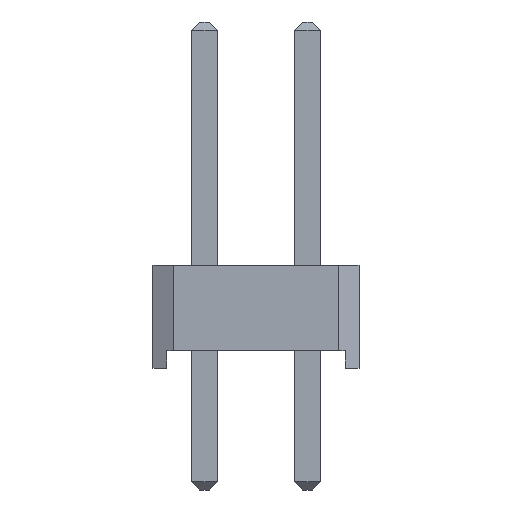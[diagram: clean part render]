
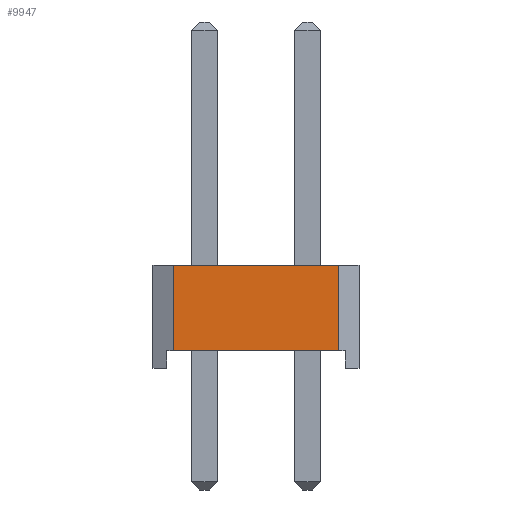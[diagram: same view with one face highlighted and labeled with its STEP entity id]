
A CAD part, front view. The second image highlights one B-rep face of the part: STEP entity #9947.
In plain terms, the highlighted face is planar.
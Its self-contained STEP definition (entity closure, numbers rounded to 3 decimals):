
#388=ORIENTED_EDGE('',*,*,#2290,.T.);
#389=ORIENTED_EDGE('',*,*,#2160,.T.);
#390=ORIENTED_EDGE('',*,*,#2291,.F.);
#391=ORIENTED_EDGE('',*,*,#2226,.F.);
#2160=EDGE_CURVE('',#3156,#3157,#3772,.T.);
#2226=EDGE_CURVE('',#3176,#3177,#3838,.T.);
#2290=EDGE_CURVE('',#3176,#3156,#3902,.T.);
#2291=EDGE_CURVE('',#3177,#3157,#3903,.T.);
#3156=VERTEX_POINT('',#12881);
#3157=VERTEX_POINT('',#12882);
#3176=VERTEX_POINT('',#12984);
#3177=VERTEX_POINT('',#12986);
#3772=LINE('',#12880,#4768);
#3838=LINE('',#12985,#4834);
#3902=LINE('',#13087,#4898);
#3903=LINE('',#13088,#4899);
#4768=VECTOR('',#10938,1000.);
#4834=VECTOR('',#11040,1000.);
#4898=VECTOR('',#11142,1000.);
#4899=VECTOR('',#11143,1000.);
#5693=EDGE_LOOP('',(#388,#389,#390,#391));
#6147=FACE_BOUND('',#5693,.T.);
#6601=PLANE('',#10372);
#9947=ADVANCED_FACE('',(#6147),#6601,.F.);
#10372=AXIS2_PLACEMENT_3D('',#13086,#11140,#11141);
#10938=DIRECTION('',(0.,1.,0.));
#11040=DIRECTION('',(0.,1.,0.));
#11140=DIRECTION('',(-1.,0.,0.));
#11141=DIRECTION('',(0.,0.,1.));
#11142=DIRECTION('',(0.,0.,-1.));
#11143=DIRECTION('',(0.,0.,-1.));
#12880=CARTESIAN_POINT('',(11.43,0.,-3.31));
#12881=CARTESIAN_POINT('',(11.43,-0.832,-3.31));
#12882=CARTESIAN_POINT('',(11.43,1.27,-3.31));
#12984=CARTESIAN_POINT('',(11.43,-0.832,0.77));
#12985=CARTESIAN_POINT('',(11.43,0.,0.77));
#12986=CARTESIAN_POINT('',(11.43,1.27,0.77));
#13086=CARTESIAN_POINT('',(11.43,0.,0.));
#13087=CARTESIAN_POINT('',(11.43,-0.832,0.93));
#13088=CARTESIAN_POINT('',(11.43,1.27,1.27));
